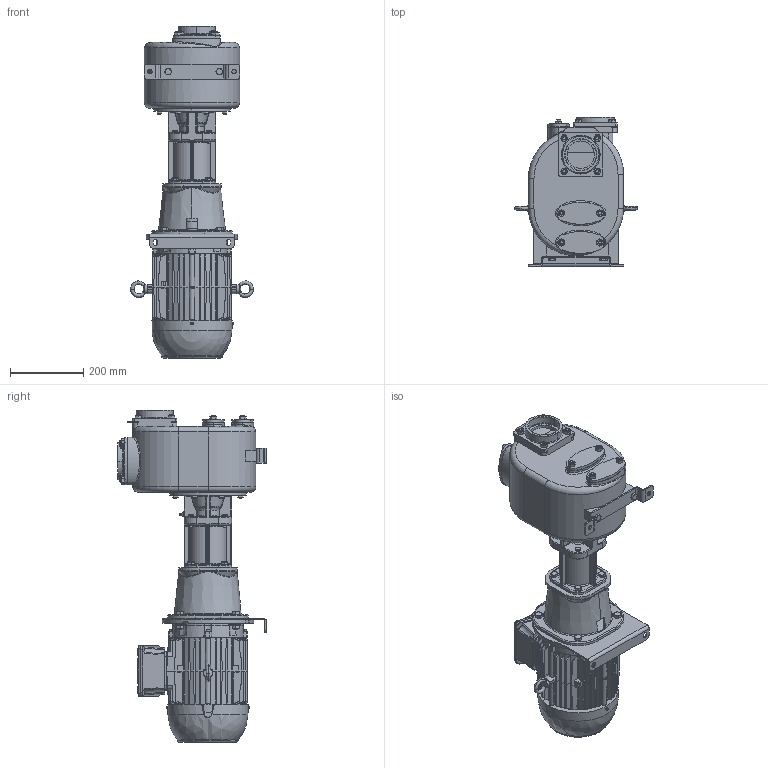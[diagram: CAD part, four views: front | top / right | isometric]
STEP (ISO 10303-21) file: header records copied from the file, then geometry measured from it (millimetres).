
FILE_DESCRIPTION((''),'2;1');
FILE_NAME('S_80_BBT__SW0001','2016-06-17T',('Nicola'),(''),'CREO PARAMETRIC BY PTC INC, 2015290','CREO PARAMETRIC BY PTC INC, 2015290','');
FILE_SCHEMA(('CONFIG_CONTROL_DESIGN'));
Products named in the file (1): S_80_BBT__SW0001
Bounding box: 335.97 x 407 x 907.6 mm (x, y, z)
Volume: 29351145.8 mm3; surface area: 1604861 mm2
Topology: 2 solids, 3 shells, 3957 faces, 9482 edges, 5932 vertices
Faces by surface type: plane 2226, cone 750, cylinder 671, bspline 154, torus 139, sphere 9, extrusion 8
Entity records: 154205 total; most frequent: CARTESIAN_POINT 64490, ORIENTED_EDGE 18960, DIRECTION 17747, EDGE_CURVE 9480, AXIS2_PLACEMENT_3D 6353, VERTEX_POINT 5932, VECTOR 5041, LINE 5033
